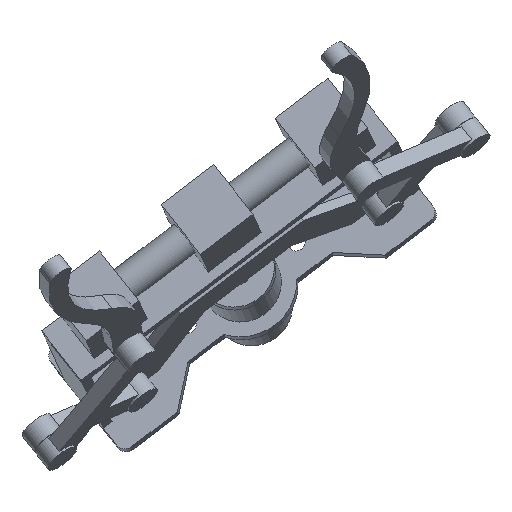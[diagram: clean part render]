
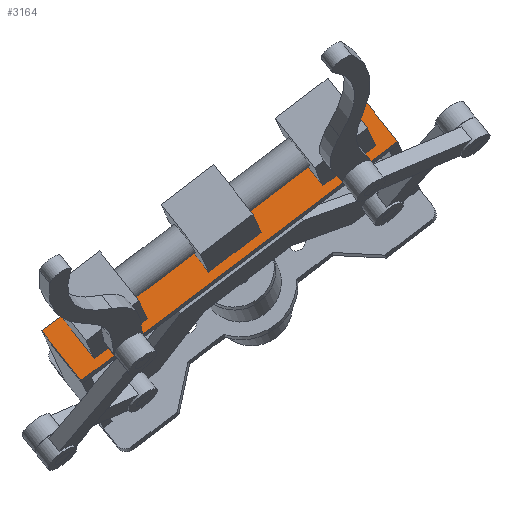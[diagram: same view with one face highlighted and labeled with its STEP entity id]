
A CAD part, front view. The second image highlights one B-rep face of the part: STEP entity #3164.
In plain terms, the highlighted planar face has unit normal (-0.126, -0.955, 0.269).
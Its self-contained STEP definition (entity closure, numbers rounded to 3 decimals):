
#70=FACE_BOUND('',#596,.T.);
#138=CIRCLE('',#3436,2.857);
#373=FACE_OUTER_BOUND('',#595,.T.);
#595=EDGE_LOOP('',(#2486,#2487,#2488,#2489));
#596=EDGE_LOOP('',(#2490));
#884=LINE('',#5027,#1187);
#888=LINE('',#5035,#1191);
#891=LINE('',#5041,#1194);
#894=LINE('',#5046,#1197);
#1187=VECTOR('',#4054,10.714);
#1191=VECTOR('',#4060,64.286);
#1194=VECTOR('',#4065,10.714);
#1197=VECTOR('',#4070,64.286);
#1466=VERTEX_POINT('',#5025);
#1467=VERTEX_POINT('',#5026);
#1470=VERTEX_POINT('',#5034);
#1472=VERTEX_POINT('',#5040);
#1475=VERTEX_POINT('',#5052);
#1824=EDGE_CURVE('',#1466,#1467,#884,.T.);
#1828=EDGE_CURVE('',#1467,#1470,#888,.T.);
#1831=EDGE_CURVE('',#1470,#1472,#891,.T.);
#1834=EDGE_CURVE('',#1472,#1466,#894,.T.);
#1837=EDGE_CURVE('',#1475,#1475,#138,.T.);
#2486=ORIENTED_EDGE('',*,*,#1824,.F.);
#2487=ORIENTED_EDGE('',*,*,#1834,.F.);
#2488=ORIENTED_EDGE('',*,*,#1831,.F.);
#2489=ORIENTED_EDGE('',*,*,#1828,.F.);
#2490=ORIENTED_EDGE('',*,*,#1837,.T.);
#3000=PLANE('',#3435);
#3164=ADVANCED_FACE('',(#373,#70),#3000,.T.);
#3435=AXIS2_PLACEMENT_3D('',#5051,#4076,#4077);
#3436=AXIS2_PLACEMENT_3D('',#5053,#4078,#4079);
#4054=DIRECTION('',(0.592,-0.29,-0.752));
#4060=DIRECTION('',(-0.796,-0.064,-0.602));
#4065=DIRECTION('',(-0.592,0.29,0.752));
#4070=DIRECTION('',(0.796,0.064,0.602));
#4076=DIRECTION('center_axis',(-0.126,-0.955,0.269));
#4077=DIRECTION('ref_axis',(0.,-0.271,-0.962));
#4078=DIRECTION('center_axis',(0.126,0.955,-0.269));
#4079=DIRECTION('ref_axis',(-0.592,0.29,0.752));
#5025=CARTESIAN_POINT('',(119.543,514.531,886.714));
#5026=CARTESIAN_POINT('',(125.885,511.421,878.658));
#5027=CARTESIAN_POINT('',(119.543,514.531,886.714));
#5034=CARTESIAN_POINT('',(74.712,507.279,839.969));
#5035=CARTESIAN_POINT('',(125.885,511.421,878.658));
#5040=CARTESIAN_POINT('',(68.37,510.389,848.025));
#5041=CARTESIAN_POINT('',(74.712,507.279,839.969));
#5046=CARTESIAN_POINT('',(68.37,510.389,848.025));
#5051=CARTESIAN_POINT('Origin',(97.128,510.905,863.341));
#5052=CARTESIAN_POINT('',(98.819,510.076,861.193));
#5053=CARTESIAN_POINT('Origin',(97.128,510.905,863.341));
